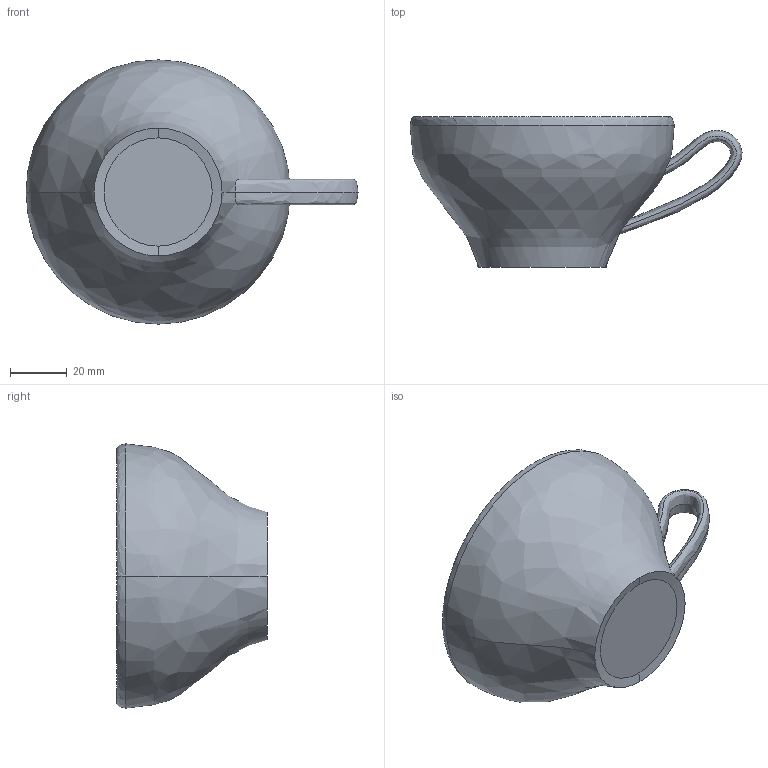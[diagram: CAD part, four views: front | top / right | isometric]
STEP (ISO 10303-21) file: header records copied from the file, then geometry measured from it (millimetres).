
FILE_DESCRIPTION (( 'STEP AP214' ), '1' );
FILE_NAME ('mug.STEP', '2021-01-28T09:00:34', ( '' ), ( '' ), 'SwSTEP 2.0', 'SolidWorks 2019', '' );
FILE_SCHEMA (( 'AUTOMOTIVE_DESIGN' ));
Length unit declared in the file: millimetre
Products named in the file (1): mug
Bounding box: 116.85 x 53.01 x 93 mm (x, y, z)
Volume: 50606.1 mm3; surface area: 30430.9 mm2
Topology: 1 solids, 1 shells, 16 faces, 38 edges, 22 vertices
Faces by surface type: bspline 12, cone 2, plane 2
Entity records: 1719 total; most frequent: CARTESIAN_POINT 1390, ORIENTED_EDGE 76, DIRECTION 40, EDGE_CURVE 38, B_SPLINE_CURVE_WITH_KNOTS 22, VERTEX_POINT 22, AXIS2_PLACEMENT_3D 19, ADVANCED_FACE 16
